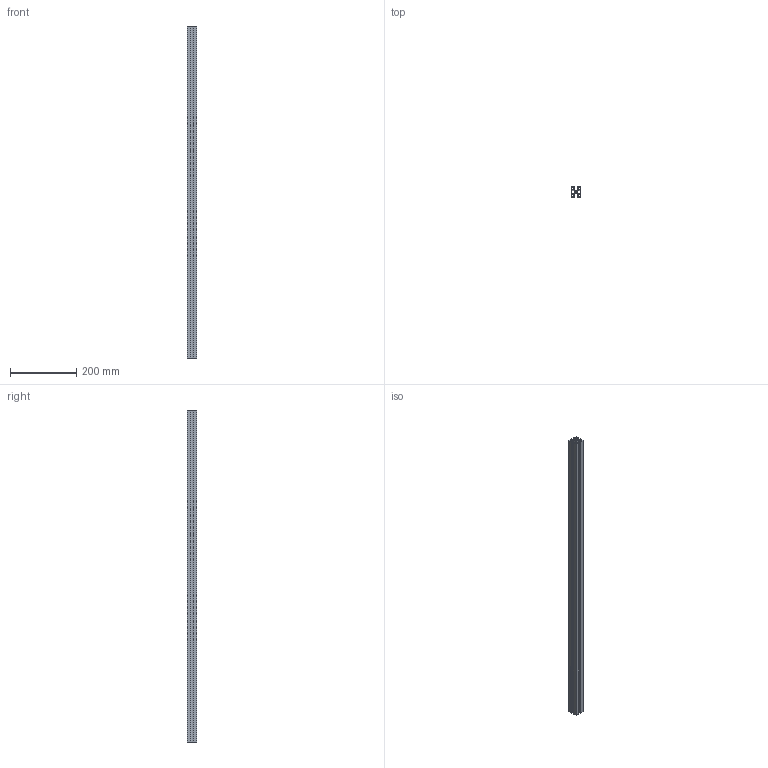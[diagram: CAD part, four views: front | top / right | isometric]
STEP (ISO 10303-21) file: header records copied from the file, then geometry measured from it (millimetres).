
FILE_DESCRIPTION (( 'STEP AP203' ), '1' );
FILE_NAME ('ALF-3030-6G.step', '2024-08-07T10:23:31', ( '' ), ( '' ), 'SwSTEP 2.0', 'SolidWorks 2022', '' );
FILE_SCHEMA (( 'CONFIG_CONTROL_DESIGN' ));
Length unit declared in the file: millimetre
Products named in the file (1): ALF-3030-6G
Bounding box: 30 x 30 x 1000 mm (x, y, z)
Volume: 344034.1 mm3; surface area: 327780 mm2
Topology: 1 solids, 1 shells, 49 faces, 141 edges, 94 vertices
Faces by surface type: plane 34, cylinder 15
Entity records: 1702 total; most frequent: CARTESIAN_POINT 285, ORIENTED_EDGE 282, DIRECTION 271, EDGE_CURVE 141, LINE 111, VECTOR 111, VERTEX_POINT 94, AXIS2_PLACEMENT_3D 80
